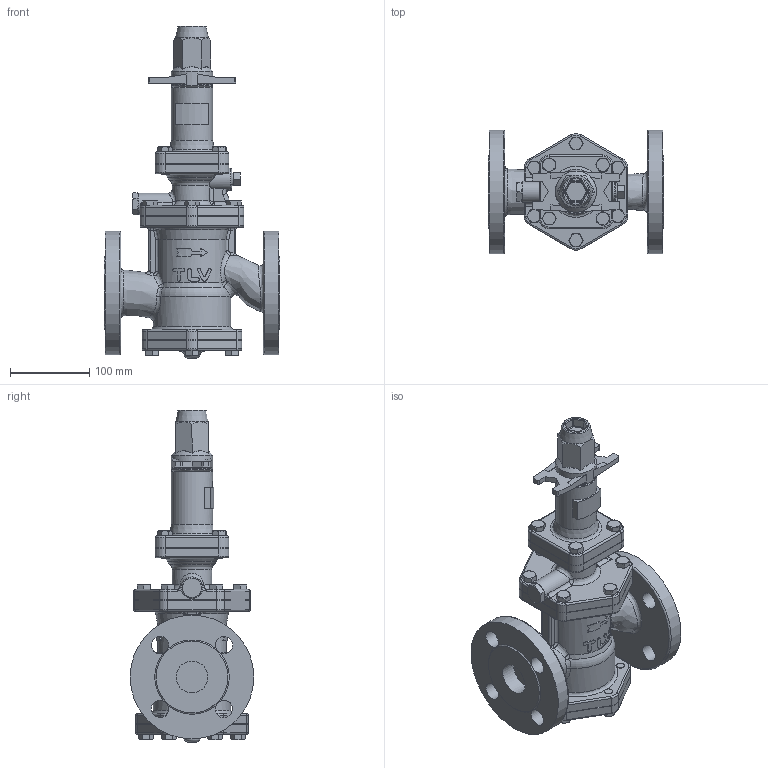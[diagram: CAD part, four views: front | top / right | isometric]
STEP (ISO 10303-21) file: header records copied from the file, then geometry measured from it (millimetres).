
FILE_DESCRIPTION((''),'2;1');
FILE_NAME('spr16-040-a0250-00.stp','2010-06-23T16:52:18',('nakaot'),(''),'Autodesk Inventor 2008','Autodesk Inventor 2008','');
FILE_SCHEMA(('AUTOMOTIVE_DESIGN { 1 0 10303 214 1 1 1 1 }'));
Length unit declared in the file: millimetre
Products named in the file (1): spr16-040-a0250-00
Bounding box: 222 x 156 x 419 mm (x, y, z)
Volume: 3191469.6 mm3; surface area: 335181.1 mm2
Topology: 1 solids, 1 shells, 802 faces, 1954 edges, 1201 vertices
Faces by surface type: plane 284, cylinder 178, bspline 170, cone 122, torus 47, sphere 1
Full cylindrical faces by diameter (mm): 10 x32, 27 x1, 28 x1, 40 x2, 50 x1, 52 x2, 70 x1, 90 x2, 98 x1, 156 x2
Entity records: 47481 total; most frequent: CARTESIAN_POINT 30567, ORIENTED_EDGE 3620, DIRECTION 3233, EDGE_CURVE 1810, AXIS2_PLACEMENT_3D 1286, VERTEX_POINT 1159, EDGE_LOOP 999, FACE_OUTER_BOUND 802
